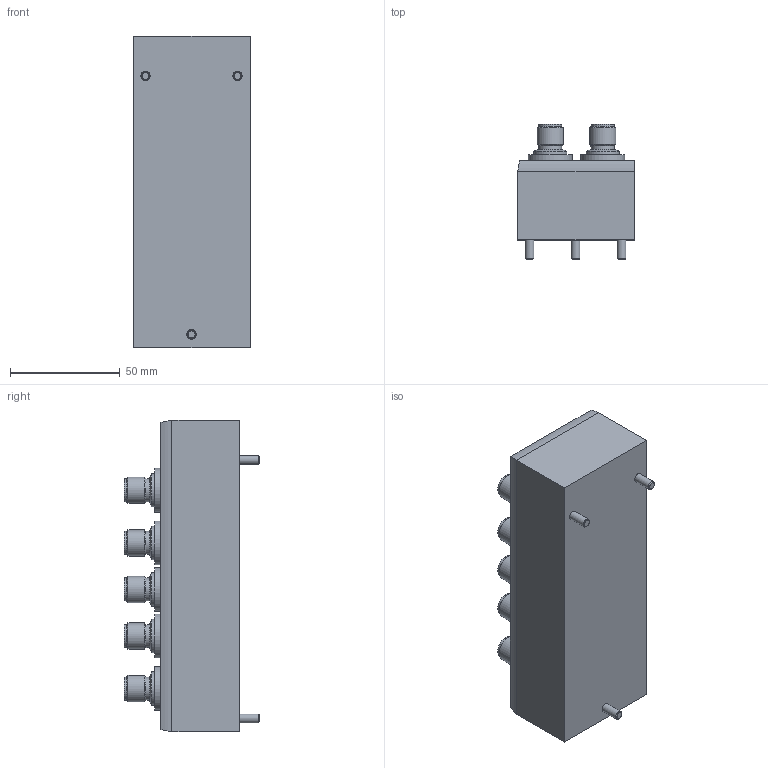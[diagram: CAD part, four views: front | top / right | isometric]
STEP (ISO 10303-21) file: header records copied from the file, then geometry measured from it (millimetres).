
FILE_DESCRIPTION(/* description */ ('STEP AP214'),/* implementation_level */ '2;1');
FILE_NAME(/* name */ '549049_VAEM-S6-C-S10-R5',/* time_stamp */ '2024-09-16T06:42:58+02:00',/* author */ ('License CC BY-ND 4.0'),/* organization */ ('CADENAS'),/* preprocessor_version */ 'ST-DEVELOPER v19.3',/* originating_system */ 'PARTsolutions',/* authorisation */ ' ');
FILE_SCHEMA (('AUTOMOTIVE_DESIGN {1 0 10303 214 3 1 1}'));
Length unit declared in the file: millimetre
Products named in the file (3): 549049 VAEM-S6-C-S10-R5---(0); 549049 VAEM-S6-C-S10-R5---(0)_p; DIN-912 - M4x40(F)
Assembly tree (4 placements, depth 2):
  549049 VAEM-S6-C-S10-R5---(0)
    549049 VAEM-S6-C-S10-R5---(0)_p
    DIN-912 - M4x40(F)  x3
Bounding box: 53.2 x 61.68 x 142 mm (x, y, z)
Volume: 291990.2 mm3; surface area: 43268.7 mm2
Topology: 4 solids, 4 shells, 352 faces, 603 edges, 365 vertices
Faces by surface type: plane 154, cylinder 135, cone 63
Full cylindrical faces by diameter (mm): 1.5 x50, 4 x3, 4.3 x3, 7 x3, 7.6 x3, 10.5 x20, 12 x10, 15.18 x10, 20 x10
Entity records: 6395 total; most frequent: DIRECTION 1247, CARTESIAN_POINT 991, ORIENTED_EDGE 710, AXIS2_PLACEMENT_3D 597, FACE_BOUND 550, EDGE_LOOP 549, EDGE_CURVE 355, VERTEX_POINT 311
